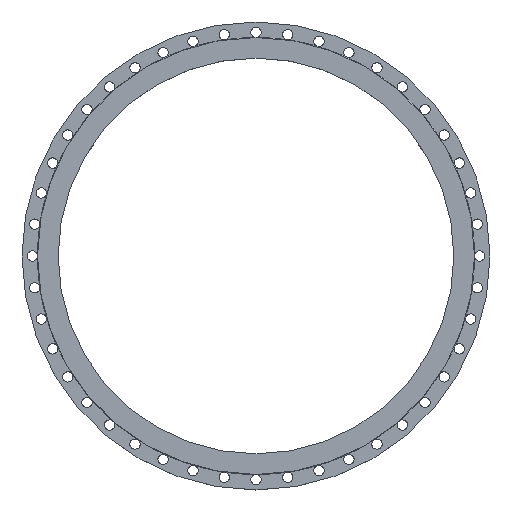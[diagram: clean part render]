
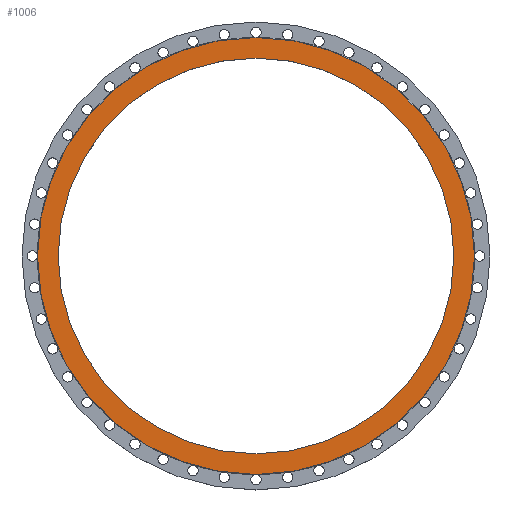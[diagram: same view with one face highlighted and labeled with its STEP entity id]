
A CAD part, top view. The second image highlights one B-rep face of the part: STEP entity #1006.
In plain terms, the highlighted planar face has unit normal (0, 0, 1).
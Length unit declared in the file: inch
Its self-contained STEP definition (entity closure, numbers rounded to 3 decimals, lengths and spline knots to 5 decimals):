
#17 = DIRECTION ( 'NONE',  ( 1., 0., 0. ) ) ;
#67 = DIRECTION ( 'NONE',  ( 0., 0., 1. ) ) ;
#240 = DIRECTION ( 'NONE',  ( 0., 0., 1. ) ) ;
#302 = ORIENTED_EDGE ( 'NONE', *, *, #577, .F. ) ;
#398 = AXIS2_PLACEMENT_3D ( 'NONE', #3789, #2048, #4136 ) ;
#505 = VERTEX_POINT ( 'NONE', #2292 ) ;
#577 = EDGE_CURVE ( 'NONE', #2888, #3087, #1897, .T. ) ;
#674 = FACE_BOUND ( 'NONE', #1525, .T. ) ;
#729 = EDGE_LOOP ( 'NONE', ( #1888, #1163 ) ) ;
#908 = EDGE_CURVE ( 'NONE', #505, #1551, #3770, .T. ) ;
#1006 = ADVANCED_FACE ( 'NONE', ( #674, #2734 ), #3469, .F. ) ;
#1163 = ORIENTED_EDGE ( 'NONE', *, *, #2164, .T. ) ;
#1195 = CIRCLE ( 'NONE', #1922, 14.375 ) ;
#1475 = CARTESIAN_POINT ( 'NONE',  ( 0., 0., 0. ) ) ;
#1525 = EDGE_LOOP ( 'NONE', ( #302, #1795 ) ) ;
#1551 = VERTEX_POINT ( 'NONE', #3056 ) ;
#1620 = DIRECTION ( 'NONE',  ( 1., 0., 0. ) ) ;
#1795 = ORIENTED_EDGE ( 'NONE', *, *, #3417, .F. ) ;
#1866 = CARTESIAN_POINT ( 'NONE',  ( -14.375, 0., 0. ) ) ;
#1888 = ORIENTED_EDGE ( 'NONE', *, *, #908, .T. ) ;
#1897 = CIRCLE ( 'NONE', #2906, 14.375 ) ;
#1922 = AXIS2_PLACEMENT_3D ( 'NONE', #3411, #4432, #17 ) ;
#2045 = AXIS2_PLACEMENT_3D ( 'NONE', #1475, #67, #4218 ) ;
#2048 = DIRECTION ( 'NONE',  ( 0., 0., -1. ) ) ;
#2164 = EDGE_CURVE ( 'NONE', #1551, #505, #4406, .T. ) ;
#2292 = CARTESIAN_POINT ( 'NONE',  ( 15.875, 0., 0. ) ) ;
#2734 = FACE_OUTER_BOUND ( 'NONE', #729, .T. ) ;
#2888 = VERTEX_POINT ( 'NONE', #3443 ) ;
#2906 = AXIS2_PLACEMENT_3D ( 'NONE', #4079, #240, #3734 ) ;
#3050 = AXIS2_PLACEMENT_3D ( 'NONE', #3927, #3211, #1620 ) ;
#3056 = CARTESIAN_POINT ( 'NONE',  ( -15.875, 0., 0. ) ) ;
#3087 = VERTEX_POINT ( 'NONE', #1866 ) ;
#3211 = DIRECTION ( 'NONE',  ( 0., 0., 1. ) ) ;
#3411 = CARTESIAN_POINT ( 'NONE',  ( 0., 0., 0. ) ) ;
#3417 = EDGE_CURVE ( 'NONE', #3087, #2888, #1195, .T. ) ;
#3443 = CARTESIAN_POINT ( 'NONE',  ( 14.375, 0., 0. ) ) ;
#3469 = PLANE ( 'NONE',  #398 ) ;
#3734 = DIRECTION ( 'NONE',  ( 1., 0., 0. ) ) ;
#3770 = CIRCLE ( 'NONE', #3050, 15.875 ) ;
#3789 = CARTESIAN_POINT ( 'NONE',  ( 0., 14.375, 0. ) ) ;
#3927 = CARTESIAN_POINT ( 'NONE',  ( 0., 0., 0. ) ) ;
#4079 = CARTESIAN_POINT ( 'NONE',  ( 0., 0., 0. ) ) ;
#4136 = DIRECTION ( 'NONE',  ( -1., 0., 0. ) ) ;
#4218 = DIRECTION ( 'NONE',  ( 1., 0., 0. ) ) ;
#4406 = CIRCLE ( 'NONE', #2045, 15.875 ) ;
#4432 = DIRECTION ( 'NONE',  ( 0., 0., 1. ) ) ;
